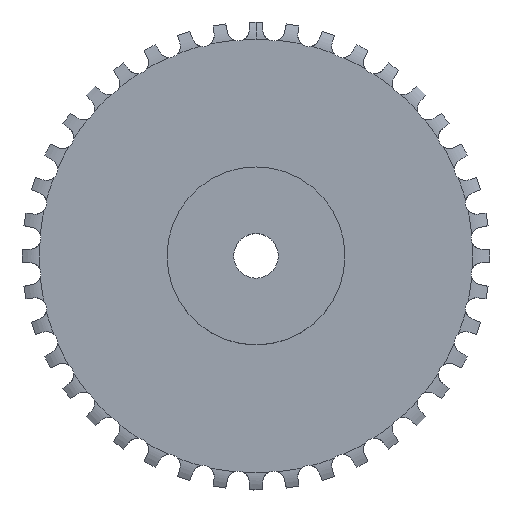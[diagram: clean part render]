
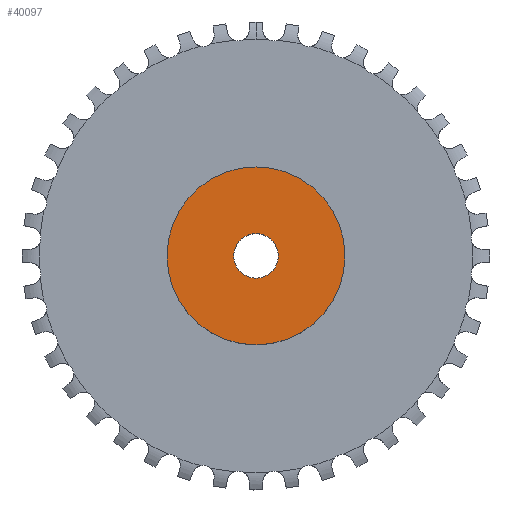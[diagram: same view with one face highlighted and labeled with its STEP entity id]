
A CAD part, top view. The second image highlights one B-rep face of the part: STEP entity #40097.
In plain terms, the highlighted planar face has unit normal (0, 0, 1).
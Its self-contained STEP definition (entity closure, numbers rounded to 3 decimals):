
#11674 = CYLINDRICAL_SURFACE('',#11675,20.);
#11675 = AXIS2_PLACEMENT_3D('',#11676,#11677,#11678);
#11676 = CARTESIAN_POINT('',(0.,0.,0.));
#11677 = DIRECTION('',(-0.,-0.,-1.));
#11678 = DIRECTION('',(1.,0.,0.));
#32848 = CYLINDRICAL_SURFACE('',#32849,5.);
#32849 = AXIS2_PLACEMENT_3D('',#32850,#32851,#32852);
#32850 = CARTESIAN_POINT('',(0.,0.,151.129));
#32851 = DIRECTION('',(0.,0.,1.));
#32852 = DIRECTION('',(1.,0.,-0.));
#37556 = VERTEX_POINT('',#37557);
#37557 = CARTESIAN_POINT('',(20.,0.,16.));
#37578 = EDGE_CURVE('',#37556,#37556,#37579,.T.);
#37579 = SURFACE_CURVE('',#37580,(#37585,#37592),.PCURVE_S1.);
#37580 = CIRCLE('',#37581,20.);
#37581 = AXIS2_PLACEMENT_3D('',#37582,#37583,#37584);
#37582 = CARTESIAN_POINT('',(0.,0.,16.));
#37583 = DIRECTION('',(0.,0.,1.));
#37584 = DIRECTION('',(1.,0.,0.));
#37585 = PCURVE('',#11674,#37586);
#37586 = DEFINITIONAL_REPRESENTATION('',(#37587),#37591);
#37587 = LINE('',#37588,#37589);
#37588 = CARTESIAN_POINT('',(-0.,-16.));
#37589 = VECTOR('',#37590,1.);
#37590 = DIRECTION('',(-1.,0.));
#37591 = ( GEOMETRIC_REPRESENTATION_CONTEXT(2) 
PARAMETRIC_REPRESENTATION_CONTEXT() REPRESENTATION_CONTEXT('2D SPACE',''
  ) );
#37592 = PCURVE('',#37593,#37598);
#37593 = PLANE('',#37594);
#37594 = AXIS2_PLACEMENT_3D('',#37595,#37596,#37597);
#37595 = CARTESIAN_POINT('',(0.,0.,16.));
#37596 = DIRECTION('',(-0.,0.,1.));
#37597 = DIRECTION('',(0.,-1.,0.));
#37598 = DEFINITIONAL_REPRESENTATION('',(#37599),#37603);
#37599 = CIRCLE('',#37600,20.);
#37600 = AXIS2_PLACEMENT_2D('',#37601,#37602);
#37601 = CARTESIAN_POINT('',(0.,0.));
#37602 = DIRECTION('',(0.,1.));
#37603 = ( GEOMETRIC_REPRESENTATION_CONTEXT(2) 
PARAMETRIC_REPRESENTATION_CONTEXT() REPRESENTATION_CONTEXT('2D SPACE',''
  ) );
#40051 = EDGE_CURVE('',#40052,#40052,#40054,.T.);
#40052 = VERTEX_POINT('',#40053);
#40053 = CARTESIAN_POINT('',(5.,0.,16.));
#40054 = SURFACE_CURVE('',#40055,(#40060,#40067),.PCURVE_S1.);
#40055 = CIRCLE('',#40056,5.);
#40056 = AXIS2_PLACEMENT_3D('',#40057,#40058,#40059);
#40057 = CARTESIAN_POINT('',(0.,0.,16.));
#40058 = DIRECTION('',(0.,0.,1.));
#40059 = DIRECTION('',(1.,0.,-0.));
#40060 = PCURVE('',#32848,#40061);
#40061 = DEFINITIONAL_REPRESENTATION('',(#40062),#40066);
#40062 = LINE('',#40063,#40064);
#40063 = CARTESIAN_POINT('',(0.,-135.129));
#40064 = VECTOR('',#40065,1.);
#40065 = DIRECTION('',(1.,0.));
#40066 = ( GEOMETRIC_REPRESENTATION_CONTEXT(2) 
PARAMETRIC_REPRESENTATION_CONTEXT() REPRESENTATION_CONTEXT('2D SPACE',''
  ) );
#40067 = PCURVE('',#37593,#40068);
#40068 = DEFINITIONAL_REPRESENTATION('',(#40069),#40073);
#40069 = CIRCLE('',#40070,5.);
#40070 = AXIS2_PLACEMENT_2D('',#40071,#40072);
#40071 = CARTESIAN_POINT('',(0.,0.));
#40072 = DIRECTION('',(0.,1.));
#40073 = ( GEOMETRIC_REPRESENTATION_CONTEXT(2) 
PARAMETRIC_REPRESENTATION_CONTEXT() REPRESENTATION_CONTEXT('2D SPACE',''
  ) );
#40097 = ADVANCED_FACE('',(#40098,#40101),#37593,.T.);
#40098 = FACE_BOUND('',#40099,.T.);
#40099 = EDGE_LOOP('',(#40100));
#40100 = ORIENTED_EDGE('',*,*,#37578,.T.);
#40101 = FACE_BOUND('',#40102,.T.);
#40102 = EDGE_LOOP('',(#40103));
#40103 = ORIENTED_EDGE('',*,*,#40051,.F.);
